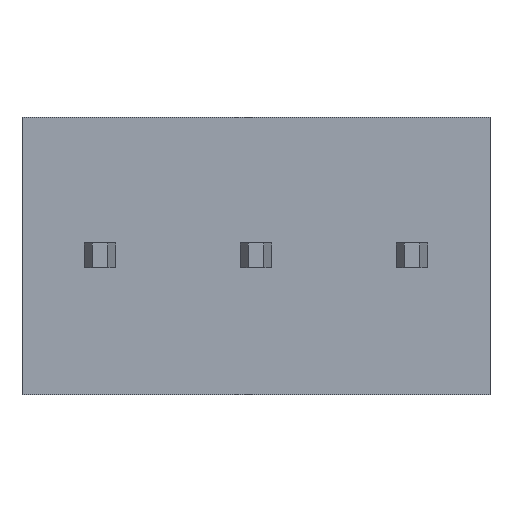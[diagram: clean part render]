
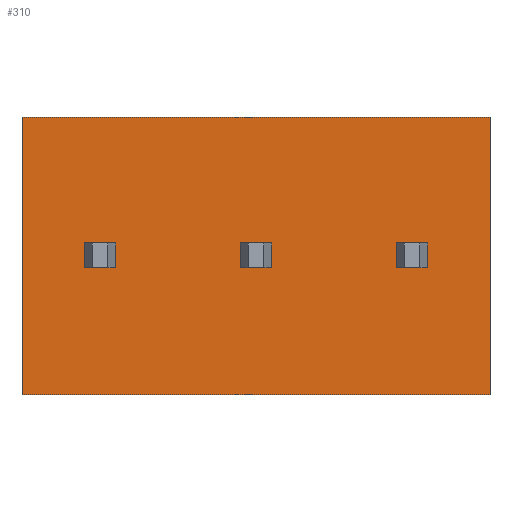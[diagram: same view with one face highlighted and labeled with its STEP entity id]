
A CAD part, front view. The second image highlights one B-rep face of the part: STEP entity #310.
In plain terms, the highlighted planar face has unit normal (0, -1, 0).
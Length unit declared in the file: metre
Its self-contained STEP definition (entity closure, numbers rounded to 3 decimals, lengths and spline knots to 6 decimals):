
#310=ADVANCED_FACE('',(#656,#657,#658,#659),#660,.T.);
#656=FACE_BOUND('',#1029,.T.);
#657=FACE_BOUND('',#1030,.T.);
#658=FACE_BOUND('',#1031,.T.);
#659=FACE_OUTER_BOUND('',#1032,.T.);
#660=PLANE('',#1033);
#1029=EDGE_LOOP('',(#1898,#1899,#1900,#1901));
#1030=EDGE_LOOP('',(#1902,#1903,#1904,#1905));
#1031=EDGE_LOOP('',(#1906,#1907,#1908,#1909));
#1032=EDGE_LOOP('',(#1910,#1911,#1912,#1913));
#1033=AXIS2_PLACEMENT_3D('',#1914,#1915,#1916);
#1898=ORIENTED_EDGE('',*,*,#2451,.F.);
#1899=ORIENTED_EDGE('',*,*,#2441,.T.);
#1900=ORIENTED_EDGE('',*,*,#2375,.F.);
#1901=ORIENTED_EDGE('',*,*,#2415,.F.);
#1902=ORIENTED_EDGE('',*,*,#2338,.F.);
#1903=ORIENTED_EDGE('',*,*,#2328,.T.);
#1904=ORIENTED_EDGE('',*,*,#2262,.F.);
#1905=ORIENTED_EDGE('',*,*,#2304,.F.);
#1906=ORIENTED_EDGE('',*,*,#2509,.F.);
#1907=ORIENTED_EDGE('',*,*,#2510,.T.);
#1908=ORIENTED_EDGE('',*,*,#2511,.F.);
#1909=ORIENTED_EDGE('',*,*,#2512,.F.);
#1910=ORIENTED_EDGE('',*,*,#2481,.F.);
#1911=ORIENTED_EDGE('',*,*,#2206,.T.);
#1912=ORIENTED_EDGE('',*,*,#2506,.T.);
#1913=ORIENTED_EDGE('',*,*,#2513,.F.);
#1914=CARTESIAN_POINT('',(0.073088,0.,0.083065));
#1915=DIRECTION('',(0.0,-1.0,0.0));
#1916=DIRECTION('',(0.0,0.0,-1.0));
#2206=EDGE_CURVE('',#2637,#2635,#2638,.T.);
#2262=EDGE_CURVE('',#2731,#2733,#2734,.T.);
#2304=EDGE_CURVE('',#2801,#2731,#2803,.T.);
#2328=EDGE_CURVE('',#2835,#2733,#2836,.T.);
#2338=EDGE_CURVE('',#2835,#2801,#2850,.T.);
#2375=EDGE_CURVE('',#2899,#2901,#2902,.T.);
#2415=EDGE_CURVE('',#2964,#2899,#2966,.T.);
#2441=EDGE_CURVE('',#3003,#2901,#3004,.T.);
#2451=EDGE_CURVE('',#3003,#2964,#3018,.T.);
#2481=EDGE_CURVE('',#2637,#3050,#3051,.T.);
#2506=EDGE_CURVE('',#2635,#3086,#3087,.T.);
#2509=EDGE_CURVE('',#3090,#3091,#3092,.T.);
#2510=EDGE_CURVE('',#3090,#3093,#3094,.T.);
#2511=EDGE_CURVE('',#3095,#3093,#3096,.T.);
#2512=EDGE_CURVE('',#3091,#3095,#3097,.T.);
#2513=EDGE_CURVE('',#3050,#3086,#3098,.T.);
#2635=VERTEX_POINT('',#3261);
#2637=VERTEX_POINT('',#3264);
#2638=LINE('',#3265,#3266);
#2731=VERTEX_POINT('',#3392);
#2733=VERTEX_POINT('',#3395);
#2734=LINE('',#3396,#3397);
#2801=VERTEX_POINT('',#3490);
#2803=LINE('',#3493,#3494);
#2835=VERTEX_POINT('',#3541);
#2836=LINE('',#3542,#3543);
#2850=LINE('',#3563,#3564);
#2899=VERTEX_POINT('',#3632);
#2901=VERTEX_POINT('',#3635);
#2902=LINE('',#3636,#3637);
#2964=VERTEX_POINT('',#3724);
#2966=LINE('',#3727,#3728);
#3003=VERTEX_POINT('',#3781);
#3004=LINE('',#3782,#3783);
#3018=LINE('',#3803,#3804);
#3050=VERTEX_POINT('',#3850);
#3051=LINE('',#3851,#3852);
#3086=VERTEX_POINT('',#3902);
#3087=LINE('',#3903,#3904);
#3090=VERTEX_POINT('',#3908);
#3091=VERTEX_POINT('',#3909);
#3092=LINE('',#3910,#3911);
#3093=VERTEX_POINT('',#3912);
#3094=LINE('',#3913,#3914);
#3095=VERTEX_POINT('',#3915);
#3096=LINE('',#3916,#3917);
#3097=LINE('',#3918,#3919);
#3098=LINE('',#3920,#3921);
#3261=CARTESIAN_POINT('',(0.095,0.,0.09));
#3264=CARTESIAN_POINT('',(0.095,0.,0.081102));
#3265=CARTESIAN_POINT('',(0.095,0.,0.083065));
#3266=VECTOR('',#4092,1.0);
#3392=CARTESIAN_POINT('',(0.088,0.,0.085969));
#3395=CARTESIAN_POINT('',(0.087,0.,0.085969));
#3396=CARTESIAN_POINT('',(0.0875,0.,0.085969));
#3397=VECTOR('',#4154,1.0);
#3490=CARTESIAN_POINT('',(0.088,0.,0.085169));
#3493=CARTESIAN_POINT('',(0.088,0.,0.084869));
#3494=VECTOR('',#4197,1.0);
#3541=CARTESIAN_POINT('',(0.087,0.,0.085169));
#3542=CARTESIAN_POINT('',(0.087,0.,0.084869));
#3543=VECTOR('',#4216,1.0);
#3563=CARTESIAN_POINT('',(0.0875,0.,0.085169));
#3564=VECTOR('',#4223,1.0);
#3632=CARTESIAN_POINT('',(0.093,0.,0.085969));
#3635=CARTESIAN_POINT('',(0.092,0.,0.085969));
#3636=CARTESIAN_POINT('',(0.0925,0.,0.085969));
#3637=VECTOR('',#4253,1.0);
#3724=CARTESIAN_POINT('',(0.093,0.,0.085169));
#3727=CARTESIAN_POINT('',(0.093,0.,0.084869));
#3728=VECTOR('',#4292,1.0);
#3781=CARTESIAN_POINT('',(0.092,0.,0.085169));
#3782=CARTESIAN_POINT('',(0.092,0.,0.084869));
#3783=VECTOR('',#4315,1.0);
#3803=CARTESIAN_POINT('',(0.0925,0.,0.085169));
#3804=VECTOR('',#4322,1.0);
#3850=CARTESIAN_POINT('',(0.08,0.0,0.081102));
#3851=CARTESIAN_POINT('',(0.075235,0.0,0.081102));
#3852=VECTOR('',#4346,1.0);
#3902=CARTESIAN_POINT('',(0.08,0.,0.09));
#3903=CARTESIAN_POINT('',(0.079502,0.0,0.09));
#3904=VECTOR('',#4371,1.0);
#3908=CARTESIAN_POINT('',(0.082,0.,0.085169));
#3909=CARTESIAN_POINT('',(0.083,0.,0.085169));
#3910=CARTESIAN_POINT('',(0.0825,0.,0.085169));
#3911=VECTOR('',#4373,1.0);
#3912=CARTESIAN_POINT('',(0.082,0.,0.085969));
#3913=CARTESIAN_POINT('',(0.082,0.,0.084869));
#3914=VECTOR('',#4374,1.0);
#3915=CARTESIAN_POINT('',(0.083,0.,0.085969));
#3916=CARTESIAN_POINT('',(0.0825,0.,0.085969));
#3917=VECTOR('',#4375,1.0);
#3918=CARTESIAN_POINT('',(0.083,0.,0.084869));
#3919=VECTOR('',#4376,1.0);
#3920=CARTESIAN_POINT('',(0.08,0.,0.083065));
#3921=VECTOR('',#4377,1.0);
#4092=DIRECTION('',(-0.0,0.0,1.0));
#4154=DIRECTION('',(-1.0,0.0,0.));
#4197=DIRECTION('',(0.,0.0,1.0));
#4216=DIRECTION('',(0.,0.0,1.0));
#4223=DIRECTION('',(1.0,0.0,0.));
#4253=DIRECTION('',(-1.0,0.0,0.));
#4292=DIRECTION('',(0.,0.0,1.0));
#4315=DIRECTION('',(0.,0.0,1.0));
#4322=DIRECTION('',(1.0,0.0,0.));
#4346=DIRECTION('',(-1.0,0.0,0.0));
#4371=DIRECTION('',(-1.0,0.0,0.0));
#4373=DIRECTION('',(1.0,0.0,0.));
#4374=DIRECTION('',(0.,0.0,1.0));
#4375=DIRECTION('',(-1.0,0.0,0.));
#4376=DIRECTION('',(0.,0.0,1.0));
#4377=DIRECTION('',(-0.0,0.0,1.0));
